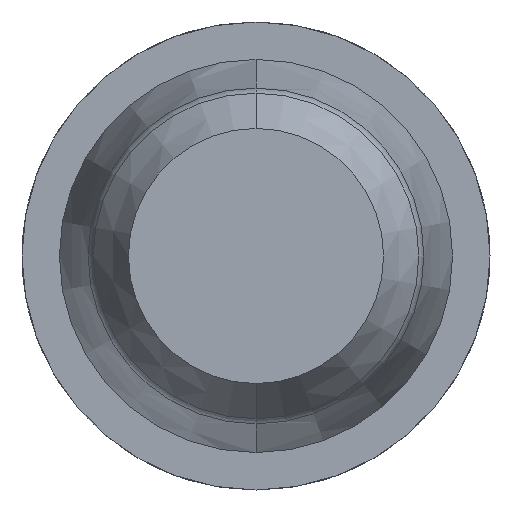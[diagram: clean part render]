
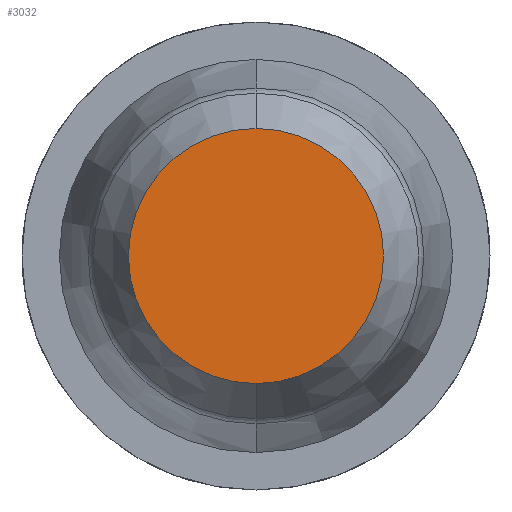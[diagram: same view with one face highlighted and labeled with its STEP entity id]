
A CAD part, front view. The second image highlights one B-rep face of the part: STEP entity #3032.
In plain terms, the highlighted planar face has unit normal (0, -1, 0).
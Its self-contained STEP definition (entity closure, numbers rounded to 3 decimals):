
#100 = DIRECTION ( 'NONE',  ( 0., 1., 0. ) ) ;
#178 = CARTESIAN_POINT ( 'NONE',  ( 0., -30.5, 0. ) ) ;
#182 = DIRECTION ( 'NONE',  ( 0., 1., 0. ) ) ;
#455 = AXIS2_PLACEMENT_3D ( 'NONE', #1787, #100, #1775 ) ;
#707 = DIRECTION ( 'NONE',  ( 0., 0., 1. ) ) ;
#781 = VERTEX_POINT ( 'NONE', #1923 ) ;
#847 = EDGE_LOOP ( 'NONE', ( #3148, #1893 ) ) ;
#896 = AXIS2_PLACEMENT_3D ( 'NONE', #1021, #182, #2987 ) ;
#1021 = CARTESIAN_POINT ( 'NONE',  ( 0., -30.5, 0. ) ) ;
#1502 = CARTESIAN_POINT ( 'NONE',  ( 0., -30.5, 0.627 ) ) ;
#1775 = DIRECTION ( 'NONE',  ( 0., 0., 1. ) ) ;
#1776 = CIRCLE ( 'NONE', #896, 0.627 ) ;
#1787 = CARTESIAN_POINT ( 'NONE',  ( 0., -30.5, 0. ) ) ;
#1878 = FACE_OUTER_BOUND ( 'NONE', #847, .T. ) ;
#1893 = ORIENTED_EDGE ( 'NONE', *, *, #3655, .F. ) ;
#1923 = CARTESIAN_POINT ( 'NONE',  ( 0., -30.5, -0.627 ) ) ;
#2133 = DIRECTION ( 'NONE',  ( 0., 1., 0. ) ) ;
#2568 = CIRCLE ( 'NONE', #3621, 0.627 ) ;
#2973 = EDGE_CURVE ( 'Defeature ausgef�hrt3_1+Defeature ausgef�hrt3_0+Defeature ausgef�hrt3_0+Defeature ausgef�hrt3_0', #3157, #781, #2568, .T. ) ;
#2987 = DIRECTION ( 'NONE',  ( 0., 0., 1. ) ) ;
#3032 = ADVANCED_FACE ( 'Defeature ausgef�hrt3_0', ( #1878 ), #3490, .F. ) ;
#3148 = ORIENTED_EDGE ( 'NONE', *, *, #2973, .F. ) ;
#3157 = VERTEX_POINT ( 'NONE', #1502 ) ;
#3490 = PLANE ( 'NONE',  #455 ) ;
#3621 = AXIS2_PLACEMENT_3D ( 'NONE', #178, #2133, #707 ) ;
#3655 = EDGE_CURVE ( 'Defeature ausgef�hrt3_1+Defeature ausgef�hrt3_0+Defeature ausgef�hrt3_0+Defeature ausgef�hrt3_0', #781, #3157, #1776, .T. ) ;
